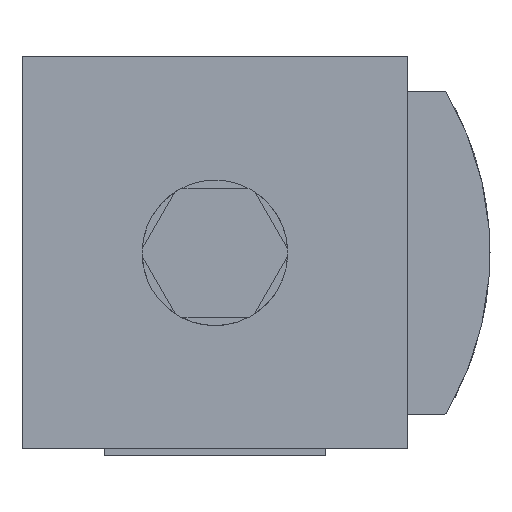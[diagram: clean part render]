
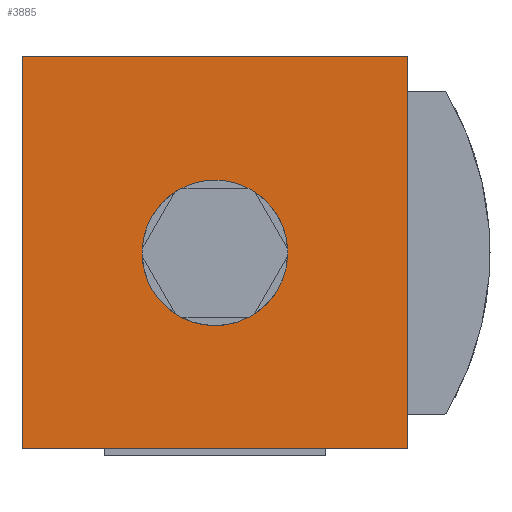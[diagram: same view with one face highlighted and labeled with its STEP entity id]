
A CAD part, front view. The second image highlights one B-rep face of the part: STEP entity #3885.
In plain terms, the highlighted planar face has unit normal (0, -1, 0).
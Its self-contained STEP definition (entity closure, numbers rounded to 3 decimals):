
#68=PLANE('',#4077);
#196=LINE('',#5115,#535);
#212=LINE('',#5148,#551);
#231=LINE('',#5193,#570);
#237=LINE('',#5206,#576);
#535=VECTOR('',#4310,1000.);
#551=VECTOR('',#4328,1000.);
#570=VECTOR('',#4365,1000.);
#576=VECTOR('',#4375,1000.);
#1143=ORIENTED_EDGE('',*,*,#1874,.F.);
#1144=ORIENTED_EDGE('',*,*,#1762,.F.);
#1145=ORIENTED_EDGE('',*,*,#1739,.F.);
#1146=ORIENTED_EDGE('',*,*,#1768,.F.);
#1147=ORIENTED_EDGE('',*,*,#1723,.F.);
#1723=EDGE_CURVE('',#2120,#2121,#196,.T.);
#1739=EDGE_CURVE('',#2136,#2137,#212,.T.);
#1762=EDGE_CURVE('',#2137,#2120,#231,.T.);
#1768=EDGE_CURVE('',#2121,#2136,#237,.T.);
#1874=EDGE_CURVE('',#2222,#2222,#2372,.F.);
#2120=VERTEX_POINT('',#5114);
#2121=VERTEX_POINT('',#5116);
#2136=VERTEX_POINT('',#5147);
#2137=VERTEX_POINT('',#5149);
#2222=VERTEX_POINT('',#5412);
#2372=CIRCLE('',#4078,23.);
#2467=EDGE_LOOP('',(#1143));
#2468=EDGE_LOOP('',(#1144,#1145,#1146,#1147));
#2638=FACE_BOUND('',#2467,.T.);
#2639=FACE_BOUND('',#2468,.T.);
#3885=ADVANCED_FACE('',(#2638,#2639),#68,.F.);
#4077=AXIS2_PLACEMENT_3D('',#5410,#4563,#4564);
#4078=AXIS2_PLACEMENT_3D('',#5411,#4565,#4566);
#4310=DIRECTION('',(1.,0.,0.));
#4328=DIRECTION('',(-1.,0.,0.));
#4365=DIRECTION('',(0.,0.,1.));
#4375=DIRECTION('',(0.,0.,-1.));
#4563=DIRECTION('',(0.,1.,0.));
#4564=DIRECTION('',(0.,0.,1.));
#4565=DIRECTION('',(0.,1.,0.));
#4566=DIRECTION('',(0.,0.,1.));
#5114=CARTESIAN_POINT('',(-61.,-80.,62.));
#5115=CARTESIAN_POINT('',(-61.,-80.,62.));
#5116=CARTESIAN_POINT('',(61.,-80.,62.));
#5147=CARTESIAN_POINT('',(61.,-80.,-62.));
#5148=CARTESIAN_POINT('',(61.,-80.,-62.));
#5149=CARTESIAN_POINT('',(-61.,-80.,-62.));
#5193=CARTESIAN_POINT('',(-61.,-80.,-62.));
#5206=CARTESIAN_POINT('',(61.,-80.,62.));
#5410=CARTESIAN_POINT('',(0.,-80.,0.));
#5411=CARTESIAN_POINT('',(0.,-80.,0.));
#5412=CARTESIAN_POINT('',(0.,-80.,23.));
